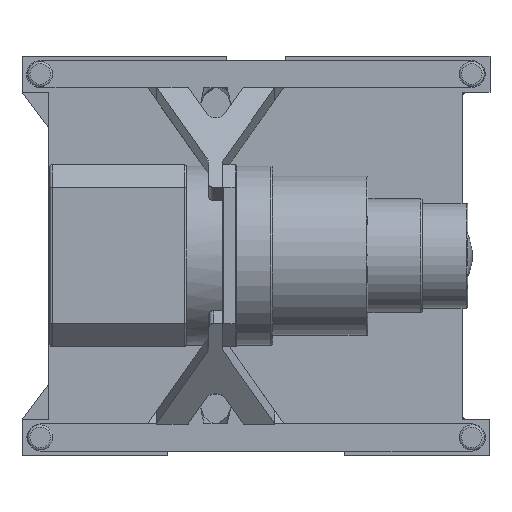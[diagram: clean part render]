
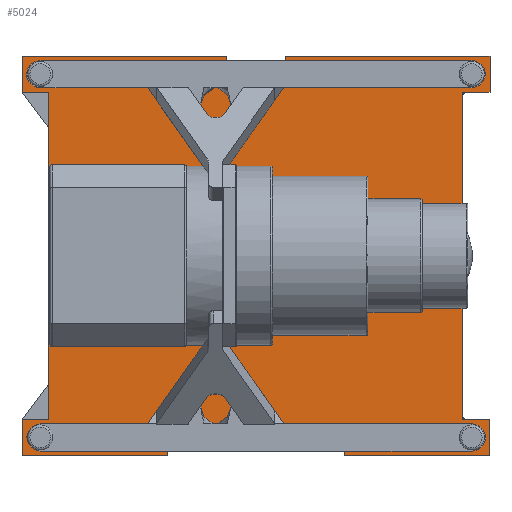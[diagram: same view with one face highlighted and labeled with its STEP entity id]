
A CAD part, top view. The second image highlights one B-rep face of the part: STEP entity #5024.
In plain terms, the highlighted planar face has unit normal (0, 0, 1).
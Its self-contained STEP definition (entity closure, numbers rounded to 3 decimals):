
#57=FACE_BOUND('',#2147,.T.);
#58=FACE_BOUND('',#2148,.T.);
#59=FACE_BOUND('',#2149,.T.);
#60=FACE_BOUND('',#2150,.T.);
#222=CIRCLE('',#5472,2.5);
#223=CIRCLE('',#5474,2.5);
#224=CIRCLE('',#5477,2.5);
#225=CIRCLE('',#5479,2.5);
#753=LINE('',#8516,#1234);
#754=LINE('',#8518,#1235);
#755=LINE('',#8520,#1236);
#756=LINE('',#8522,#1237);
#757=LINE('',#8524,#1238);
#758=LINE('',#8526,#1239);
#759=LINE('',#8528,#1240);
#760=LINE('',#8530,#1241);
#761=LINE('',#8532,#1242);
#762=LINE('',#8534,#1243);
#763=LINE('',#8536,#1244);
#764=LINE('',#8538,#1245);
#765=LINE('',#8540,#1246);
#766=LINE('',#8542,#1247);
#767=LINE('',#8544,#1248);
#768=LINE('',#8546,#1249);
#769=LINE('',#8548,#1250);
#770=LINE('',#8550,#1251);
#771=LINE('',#8552,#1252);
#772=LINE('',#8553,#1253);
#1234=VECTOR('',#6737,10.);
#1235=VECTOR('',#6738,10.);
#1236=VECTOR('',#6739,10.);
#1237=VECTOR('',#6740,10.);
#1238=VECTOR('',#6741,10.);
#1239=VECTOR('',#6742,10.);
#1240=VECTOR('',#6743,10.);
#1241=VECTOR('',#6744,10.);
#1242=VECTOR('',#6745,10.);
#1243=VECTOR('',#6746,10.);
#1244=VECTOR('',#6747,10.);
#1245=VECTOR('',#6748,10.);
#1246=VECTOR('',#6749,10.);
#1247=VECTOR('',#6750,10.);
#1248=VECTOR('',#6751,10.);
#1249=VECTOR('',#6752,10.);
#1250=VECTOR('',#6753,10.);
#1251=VECTOR('',#6754,10.);
#1252=VECTOR('',#6755,10.);
#1253=VECTOR('',#6756,10.);
#1428=PLANE('',#5488);
#1853=FACE_OUTER_BOUND('',#2146,.T.);
#2146=EDGE_LOOP('',(#4516,#4517,#4518,#4519,#4520,#4521,#4522,#4523,#4524,
#4525,#4526,#4527,#4528,#4529,#4530,#4531,#4532,#4533,#4534,#4535));
#2147=EDGE_LOOP('',(#4536));
#2148=EDGE_LOOP('',(#4537));
#2149=EDGE_LOOP('',(#4538));
#2150=EDGE_LOOP('',(#4539));
#2638=VERTEX_POINT('',#8485);
#2639=VERTEX_POINT('',#8489);
#2640=VERTEX_POINT('',#8494);
#2641=VERTEX_POINT('',#8498);
#2646=VERTEX_POINT('',#8514);
#2647=VERTEX_POINT('',#8515);
#2648=VERTEX_POINT('',#8517);
#2649=VERTEX_POINT('',#8519);
#2650=VERTEX_POINT('',#8521);
#2651=VERTEX_POINT('',#8523);
#2652=VERTEX_POINT('',#8525);
#2653=VERTEX_POINT('',#8527);
#2654=VERTEX_POINT('',#8529);
#2655=VERTEX_POINT('',#8531);
#2656=VERTEX_POINT('',#8533);
#2657=VERTEX_POINT('',#8535);
#2658=VERTEX_POINT('',#8537);
#2659=VERTEX_POINT('',#8539);
#2660=VERTEX_POINT('',#8541);
#2661=VERTEX_POINT('',#8543);
#2662=VERTEX_POINT('',#8545);
#2663=VERTEX_POINT('',#8547);
#2664=VERTEX_POINT('',#8549);
#2665=VERTEX_POINT('',#8551);
#3295=EDGE_CURVE('',#2638,#2638,#222,.T.);
#3297=EDGE_CURVE('',#2639,#2639,#223,.T.);
#3299=EDGE_CURVE('',#2640,#2640,#224,.T.);
#3301=EDGE_CURVE('',#2641,#2641,#225,.T.);
#3306=EDGE_CURVE('',#2646,#2647,#753,.T.);
#3307=EDGE_CURVE('',#2647,#2648,#754,.T.);
#3308=EDGE_CURVE('',#2648,#2649,#755,.T.);
#3309=EDGE_CURVE('',#2649,#2650,#756,.T.);
#3310=EDGE_CURVE('',#2650,#2651,#757,.T.);
#3311=EDGE_CURVE('',#2651,#2652,#758,.T.);
#3312=EDGE_CURVE('',#2652,#2653,#759,.T.);
#3313=EDGE_CURVE('',#2653,#2654,#760,.T.);
#3314=EDGE_CURVE('',#2654,#2655,#761,.T.);
#3315=EDGE_CURVE('',#2655,#2656,#762,.T.);
#3316=EDGE_CURVE('',#2656,#2657,#763,.T.);
#3317=EDGE_CURVE('',#2657,#2658,#764,.T.);
#3318=EDGE_CURVE('',#2658,#2659,#765,.T.);
#3319=EDGE_CURVE('',#2659,#2660,#766,.T.);
#3320=EDGE_CURVE('',#2660,#2661,#767,.T.);
#3321=EDGE_CURVE('',#2661,#2662,#768,.T.);
#3322=EDGE_CURVE('',#2662,#2663,#769,.T.);
#3323=EDGE_CURVE('',#2663,#2664,#770,.T.);
#3324=EDGE_CURVE('',#2664,#2665,#771,.T.);
#3325=EDGE_CURVE('',#2665,#2646,#772,.T.);
#4516=ORIENTED_EDGE('',*,*,#3306,.T.);
#4517=ORIENTED_EDGE('',*,*,#3307,.T.);
#4518=ORIENTED_EDGE('',*,*,#3308,.T.);
#4519=ORIENTED_EDGE('',*,*,#3309,.T.);
#4520=ORIENTED_EDGE('',*,*,#3310,.T.);
#4521=ORIENTED_EDGE('',*,*,#3311,.T.);
#4522=ORIENTED_EDGE('',*,*,#3312,.T.);
#4523=ORIENTED_EDGE('',*,*,#3313,.T.);
#4524=ORIENTED_EDGE('',*,*,#3314,.T.);
#4525=ORIENTED_EDGE('',*,*,#3315,.T.);
#4526=ORIENTED_EDGE('',*,*,#3316,.T.);
#4527=ORIENTED_EDGE('',*,*,#3317,.T.);
#4528=ORIENTED_EDGE('',*,*,#3318,.T.);
#4529=ORIENTED_EDGE('',*,*,#3319,.T.);
#4530=ORIENTED_EDGE('',*,*,#3320,.T.);
#4531=ORIENTED_EDGE('',*,*,#3321,.T.);
#4532=ORIENTED_EDGE('',*,*,#3322,.T.);
#4533=ORIENTED_EDGE('',*,*,#3323,.T.);
#4534=ORIENTED_EDGE('',*,*,#3324,.T.);
#4535=ORIENTED_EDGE('',*,*,#3325,.T.);
#4536=ORIENTED_EDGE('',*,*,#3299,.F.);
#4537=ORIENTED_EDGE('',*,*,#3295,.F.);
#4538=ORIENTED_EDGE('',*,*,#3297,.F.);
#4539=ORIENTED_EDGE('',*,*,#3301,.F.);
#5024=ADVANCED_FACE('',(#1853,#57,#58,#59,#60),#1428,.T.);
#5472=AXIS2_PLACEMENT_3D('',#8487,#6700,#6701);
#5474=AXIS2_PLACEMENT_3D('',#8491,#6705,#6706);
#5477=AXIS2_PLACEMENT_3D('',#8496,#6712,#6713);
#5479=AXIS2_PLACEMENT_3D('',#8500,#6717,#6718);
#5488=AXIS2_PLACEMENT_3D('',#8513,#6735,#6736);
#6700=DIRECTION('center_axis',(0.,0.,1.));
#6701=DIRECTION('ref_axis',(1.,0.,0.));
#6705=DIRECTION('center_axis',(0.,0.,1.));
#6706=DIRECTION('ref_axis',(1.,0.,0.));
#6712=DIRECTION('center_axis',(0.,0.,1.));
#6713=DIRECTION('ref_axis',(1.,0.,0.));
#6717=DIRECTION('center_axis',(0.,0.,1.));
#6718=DIRECTION('ref_axis',(1.,0.,0.));
#6735=DIRECTION('center_axis',(0.,0.,1.));
#6736=DIRECTION('ref_axis',(1.,0.,0.));
#6737=DIRECTION('',(1.,0.,0.));
#6738=DIRECTION('',(0.,1.,0.));
#6739=DIRECTION('',(-1.,0.,0.));
#6740=DIRECTION('',(0.,1.,0.));
#6741=DIRECTION('',(1.,0.,0.));
#6742=DIRECTION('',(0.,1.,0.));
#6743=DIRECTION('',(-1.,0.,0.));
#6744=DIRECTION('',(0.002,-1.,0.));
#6745=DIRECTION('',(-1.,0.,0.));
#6746=DIRECTION('',(0.,1.,0.));
#6747=DIRECTION('',(-1.,0.,0.));
#6748=DIRECTION('',(0.,-1.,0.));
#6749=DIRECTION('',(1.,0.,0.));
#6750=DIRECTION('',(0.,-1.,0.));
#6751=DIRECTION('',(-1.,0.,0.));
#6752=DIRECTION('',(0.,-1.,0.));
#6753=DIRECTION('',(1.,0.,0.));
#6754=DIRECTION('',(0.,1.,0.));
#6755=DIRECTION('',(1.,0.,0.));
#6756=DIRECTION('',(0.,-1.,0.));
#8485=CARTESIAN_POINT('',(30.865,85.,21.5));
#8487=CARTESIAN_POINT('Origin',(33.365,85.,21.5));
#8489=CARTESIAN_POINT('',(-64.135,85.,21.5));
#8491=CARTESIAN_POINT('Origin',(-61.635,85.,21.5));
#8494=CARTESIAN_POINT('',(30.865,5.,21.5));
#8496=CARTESIAN_POINT('Origin',(33.365,5.,21.5));
#8498=CARTESIAN_POINT('',(-64.135,5.,21.5));
#8500=CARTESIAN_POINT('Origin',(-61.635,5.,21.5));
#8513=CARTESIAN_POINT('Origin',(-14.134,44.994,21.5));
#8514=CARTESIAN_POINT('',(5.366,1.,21.5));
#8515=CARTESIAN_POINT('',(37.343,0.989,21.5));
#8516=CARTESIAN_POINT('',(5.366,1.,21.5));
#8517=CARTESIAN_POINT('',(37.343,9.,21.5));
#8518=CARTESIAN_POINT('',(37.343,0.989,21.5));
#8519=CARTESIAN_POINT('',(31.35,9.,21.5));
#8520=CARTESIAN_POINT('',(37.343,9.,21.5));
#8521=CARTESIAN_POINT('',(31.35,81.,21.5));
#8522=CARTESIAN_POINT('',(31.35,9.,21.5));
#8523=CARTESIAN_POINT('',(37.367,81.,21.5));
#8524=CARTESIAN_POINT('',(31.35,81.,21.5));
#8525=CARTESIAN_POINT('',(37.367,89.,21.5));
#8526=CARTESIAN_POINT('',(37.367,81.,21.5));
#8527=CARTESIAN_POINT('',(-7.639,89.,21.5));
#8528=CARTESIAN_POINT('',(37.367,89.,21.5));
#8529=CARTESIAN_POINT('',(-7.635,87.,21.5));
#8530=CARTESIAN_POINT('',(-7.639,89.,21.5));
#8531=CARTESIAN_POINT('',(-20.635,87.,21.5));
#8532=CARTESIAN_POINT('',(-7.635,87.,21.5));
#8533=CARTESIAN_POINT('',(-20.635,89.,21.5));
#8534=CARTESIAN_POINT('',(-20.635,87.,21.5));
#8535=CARTESIAN_POINT('',(-65.635,89.,21.5));
#8536=CARTESIAN_POINT('',(-20.635,89.,21.5));
#8537=CARTESIAN_POINT('',(-65.635,81.,21.5));
#8538=CARTESIAN_POINT('',(-65.635,89.,21.5));
#8539=CARTESIAN_POINT('',(-59.7,81.,21.5));
#8540=CARTESIAN_POINT('',(-65.635,81.,21.5));
#8541=CARTESIAN_POINT('',(-59.7,9.,21.5));
#8542=CARTESIAN_POINT('',(-59.7,81.,21.5));
#8543=CARTESIAN_POINT('',(-65.635,9.,21.5));
#8544=CARTESIAN_POINT('',(-59.7,9.,21.5));
#8545=CARTESIAN_POINT('',(-65.635,1.,21.5));
#8546=CARTESIAN_POINT('',(-65.635,9.,21.5));
#8547=CARTESIAN_POINT('',(-33.631,1.,21.5));
#8548=CARTESIAN_POINT('',(-65.635,1.,21.5));
#8549=CARTESIAN_POINT('',(-33.631,3.,21.5));
#8550=CARTESIAN_POINT('',(-33.631,1.,21.5));
#8551=CARTESIAN_POINT('',(5.366,3.,21.5));
#8552=CARTESIAN_POINT('',(-33.631,3.,21.5));
#8553=CARTESIAN_POINT('',(5.366,3.,21.5));
